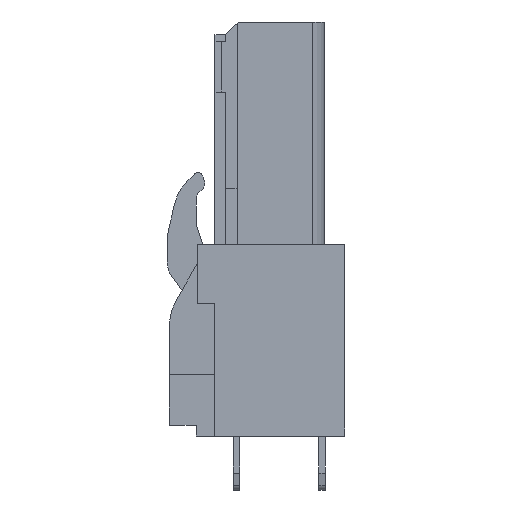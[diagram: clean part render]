
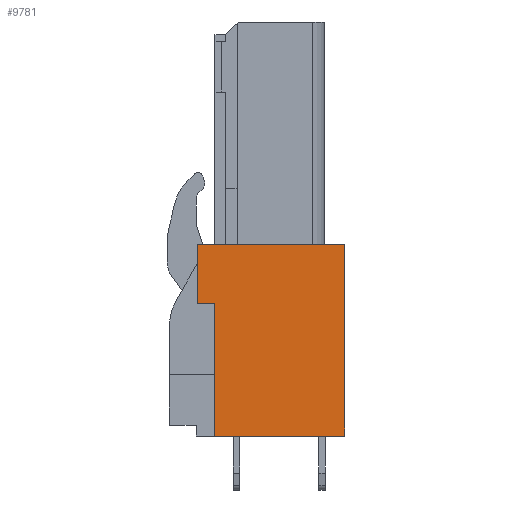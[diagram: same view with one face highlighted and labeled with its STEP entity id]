
A CAD part, left-side view. The second image highlights one B-rep face of the part: STEP entity #9781.
In plain terms, the highlighted planar face has unit normal (-1, 0, 0).
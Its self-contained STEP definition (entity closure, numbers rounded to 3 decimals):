
#9771=AXIS2_PLACEMENT_3D('Plane Axis2P3D',#9768,#9769,#9770) ;
#525=CARTESIAN_POINT('Vertex',(0.,0.,3.2)) ;
#528=CARTESIAN_POINT('Line Origine',(0.,3.85,3.2)) ;
#532=CARTESIAN_POINT('Vertex',(0.,7.7,3.2)) ;
#1678=CARTESIAN_POINT('Vertex',(0.,8.74,14.54)) ;
#1681=CARTESIAN_POINT('Line Origine',(0.,4.37,14.54)) ;
#1685=CARTESIAN_POINT('Vertex',(0.,0.,14.54)) ;
#3129=CARTESIAN_POINT('Line Origine',(0.,7.7,7.12)) ;
#3133=CARTESIAN_POINT('Vertex',(0.,7.7,11.04)) ;
#9422=CARTESIAN_POINT('Line Origine',(0.,8.22,11.04)) ;
#9426=CARTESIAN_POINT('Vertex',(0.,8.74,11.04)) ;
#9467=CARTESIAN_POINT('Line Origine',(0.,8.74,12.79)) ;
#9580=CARTESIAN_POINT('Line Origine',(0.,0.,8.87)) ;
#9768=CARTESIAN_POINT('Axis2P3D Location',(0.,0.,0.)) ;
#529=DIRECTION('Vector Direction',(0.,1.,0.)) ;
#1682=DIRECTION('Vector Direction',(0.,-1.,0.)) ;
#3130=DIRECTION('Vector Direction',(0.,0.,1.)) ;
#9423=DIRECTION('Vector Direction',(0.,1.,0.)) ;
#9468=DIRECTION('Vector Direction',(0.,0.,1.)) ;
#9581=DIRECTION('Vector Direction',(0.,0.,-1.)) ;
#9769=DIRECTION('Axis2P3D Direction',(-1.,0.,0.)) ;
#9770=DIRECTION('Axis2P3D XDirection',(0.,0.,1.)) ;
#530=VECTOR('Line Direction',#529,1.) ;
#1683=VECTOR('Line Direction',#1682,1.) ;
#3131=VECTOR('Line Direction',#3130,1.) ;
#9424=VECTOR('Line Direction',#9423,1.) ;
#9469=VECTOR('Line Direction',#9468,1.) ;
#9582=VECTOR('Line Direction',#9581,1.) ;
#9774=ORIENTED_EDGE('',*,*,#9471,.T.) ;
#9775=ORIENTED_EDGE('',*,*,#9428,.T.) ;
#9776=ORIENTED_EDGE('',*,*,#3135,.T.) ;
#9777=ORIENTED_EDGE('',*,*,#534,.T.) ;
#9778=ORIENTED_EDGE('',*,*,#9584,.T.) ;
#9779=ORIENTED_EDGE('',*,*,#1687,.T.) ;
#9781=ADVANCED_FACE('HOUSING',(#9780),#9772,.T.) ;
#534=EDGE_CURVE('',#533,#526,#531,.F.) ;
#1687=EDGE_CURVE('',#1686,#1679,#1684,.F.) ;
#3135=EDGE_CURVE('',#3134,#533,#3132,.F.) ;
#9428=EDGE_CURVE('',#9427,#3134,#9425,.F.) ;
#9471=EDGE_CURVE('',#1679,#9427,#9470,.F.) ;
#9584=EDGE_CURVE('',#526,#1686,#9583,.F.) ;
#9773=EDGE_LOOP('',(#9774,#9775,#9776,#9777,#9778,#9779)) ;
#9780=FACE_OUTER_BOUND('',#9773,.T.) ;
#531=LINE('Line',#528,#530) ;
#1684=LINE('Line',#1681,#1683) ;
#3132=LINE('Line',#3129,#3131) ;
#9425=LINE('Line',#9422,#9424) ;
#9470=LINE('Line',#9467,#9469) ;
#9583=LINE('Line',#9580,#9582) ;
#9772=PLANE('',#9771) ;
#526=VERTEX_POINT('',#525) ;
#533=VERTEX_POINT('',#532) ;
#1679=VERTEX_POINT('',#1678) ;
#1686=VERTEX_POINT('',#1685) ;
#3134=VERTEX_POINT('',#3133) ;
#9427=VERTEX_POINT('',#9426) ;
